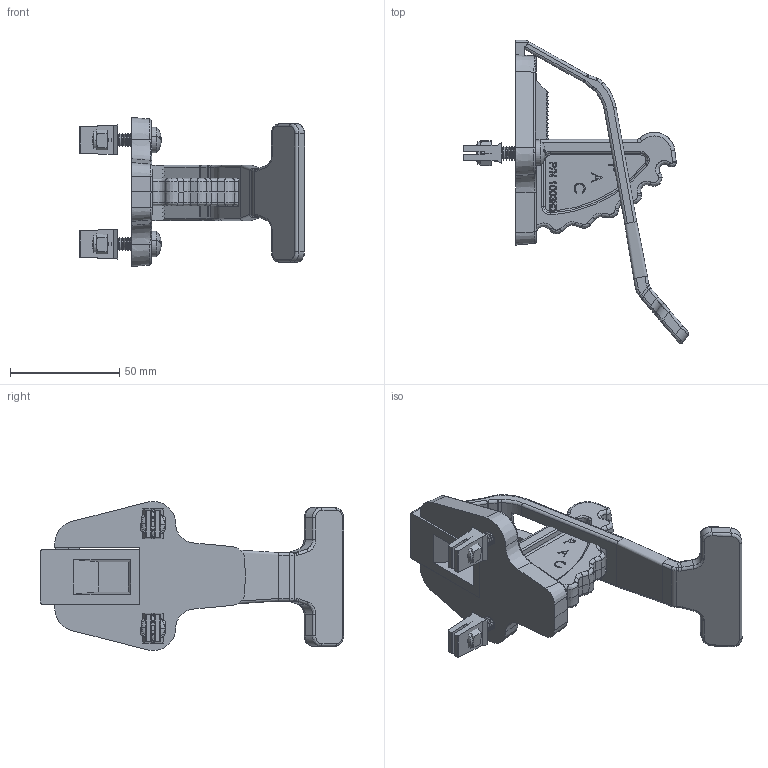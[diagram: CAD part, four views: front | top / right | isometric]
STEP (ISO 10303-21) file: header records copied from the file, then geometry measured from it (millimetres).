
FILE_DESCRIPTION (( 'STEP AP203' ), '1' );
FILE_NAME ('1003 HD.STEP', '2016-12-07T19:04:02', ( 'jgonzalez' ), ( '' ), 'SwSTEP 2.0', 'SolidWorks 2014', '' );
FILE_SCHEMA (( 'CONFIG_CONTROL_DESIGN' ));
Length unit declared in the file: inch
Products named in the file (8): 1003 HD; 1003-202; 1003-201 (IN USE); 2046; 7016; 3017_HFBOLT 0.25-20x1.25x0.75-C; 2069LN_MSHXNUT 0.250-20-S-N; 7049_toolokHD
Assembly tree (11 placements, depth 3):
  1003 HD
    1003-202
    1003-201 (IN USE)
    7049_toolokHD
      2046  x2
      7016  x2
      3017_HFBOLT 0.25-20x1.25x0.75-C  x2
      2069LN_MSHXNUT 0.250-20-S-N  x2
Bounding box: 103.05 x 138.77 x 68.28 mm (x, y, z)
Volume: 85048.7 mm3; surface area: 39639.5 mm2
Topology: 14 solids, 14 shells, 1993 faces, 4231 edges, 2292 vertices
Faces by surface type: plane 1124, cone 424, cylinder 222, bspline 191, torus 32
Entity records: 48642 total; most frequent: CARTESIAN_POINT 15033, ORIENTED_EDGE 6718, DIRECTION 6567, EDGE_CURVE 3359, LINE 2313, VECTOR 2313, AXIS2_PLACEMENT_3D 2127, VERTEX_POINT 1769
